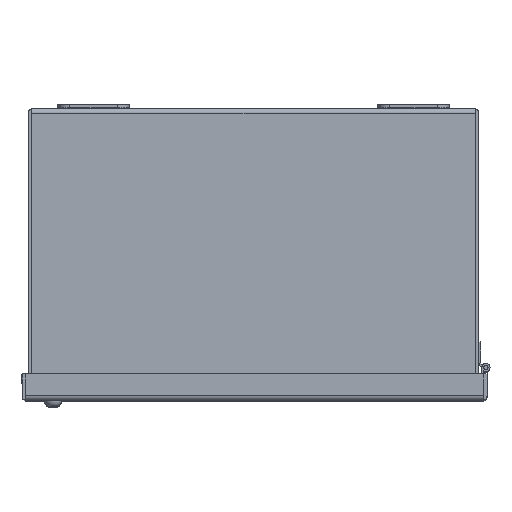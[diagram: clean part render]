
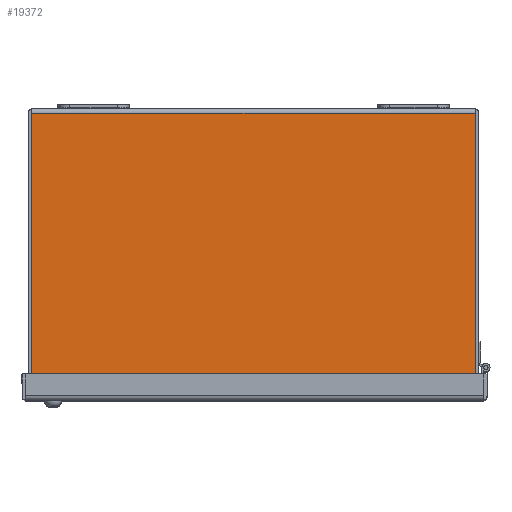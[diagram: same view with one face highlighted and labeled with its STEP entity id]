
A CAD part, top view. The second image highlights one B-rep face of the part: STEP entity #19372.
In plain terms, the highlighted planar face has unit normal (0, 0, 1).
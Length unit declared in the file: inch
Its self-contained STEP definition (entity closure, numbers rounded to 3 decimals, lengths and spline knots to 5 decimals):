
#921 = DIRECTION ( 'NONE',  ( 0., 0., 1. ) ) ;
#2777 = ORIENTED_EDGE ( 'NONE', *, *, #24298, .T. ) ;
#3128 = FACE_OUTER_BOUND ( 'NONE', #18934, .T. ) ;
#6722 = CARTESIAN_POINT ( 'NONE',  ( -32.656, -0.108, 5.25 ) ) ;
#6749 = PLANE ( 'NONE',  #25693 ) ;
#6909 = VERTEX_POINT ( 'NONE', #8527 ) ;
#8358 = VECTOR ( 'NONE', #14140, 39.37008 ) ;
#8527 = CARTESIAN_POINT ( 'NONE',  ( -4.67789, -0.108, 5.25 ) ) ;
#9235 = CARTESIAN_POINT ( 'NONE',  ( 4.67789, -5.892, 5.25 ) ) ;
#9539 = LINE ( 'NONE', #20178, #12654 ) ;
#9727 = CARTESIAN_POINT ( 'NONE',  ( -32.656, -5.892, 5.25 ) ) ;
#9869 = VERTEX_POINT ( 'NONE', #26362 ) ;
#10018 = VERTEX_POINT ( 'NONE', #25478 ) ;
#12101 = EDGE_CURVE ( 'NONE', #9869, #6909, #17223, .T. ) ;
#12302 = VECTOR ( 'NONE', #24225, 39.37008 ) ;
#12654 = VECTOR ( 'NONE', #24333, 39.37008 ) ;
#12796 = EDGE_CURVE ( 'NONE', #10018, #21557, #24682, .T. ) ;
#14140 = DIRECTION ( 'NONE',  ( 1., 0., 0. ) ) ;
#15147 = DIRECTION ( 'NONE',  ( -1., 0., 0. ) ) ;
#17223 = LINE ( 'NONE', #6722, #26665 ) ;
#18128 = LINE ( 'NONE', #23962, #12302 ) ;
#18934 = EDGE_LOOP ( 'NONE', ( #2777, #27301, #19118, #26137 ) ) ;
#19027 = EDGE_CURVE ( 'NONE', #9869, #21557, #18128, .T. ) ;
#19118 = ORIENTED_EDGE ( 'NONE', *, *, #19027, .F. ) ;
#19372 = ADVANCED_FACE ( 'NONE', ( #3128 ), #6749, .T. ) ;
#19449 = CARTESIAN_POINT ( 'NONE',  ( -32.656, 0., 5.25 ) ) ;
#20178 = CARTESIAN_POINT ( 'NONE',  ( -4.67789, 39.37008, 5.25 ) ) ;
#21557 = VERTEX_POINT ( 'NONE', #9235 ) ;
#21958 = DIRECTION ( 'NONE',  ( 1., 0., 0. ) ) ;
#23962 = CARTESIAN_POINT ( 'NONE',  ( 4.67789, 39.37008, 5.25 ) ) ;
#24225 = DIRECTION ( 'NONE',  ( 0., -1., 0. ) ) ;
#24298 = EDGE_CURVE ( 'NONE', #6909, #10018, #9539, .T. ) ;
#24333 = DIRECTION ( 'NONE',  ( 0., -1., 0. ) ) ;
#24682 = LINE ( 'NONE', #9727, #8358 ) ;
#25478 = CARTESIAN_POINT ( 'NONE',  ( -4.67789, -5.892, 5.25 ) ) ;
#25693 = AXIS2_PLACEMENT_3D ( 'NONE', #19449, #921, #21958 ) ;
#26137 = ORIENTED_EDGE ( 'NONE', *, *, #12101, .T. ) ;
#26362 = CARTESIAN_POINT ( 'NONE',  ( 4.67789, -0.108, 5.25 ) ) ;
#26665 = VECTOR ( 'NONE', #15147, 39.37008 ) ;
#27301 = ORIENTED_EDGE ( 'NONE', *, *, #12796, .T. ) ;
